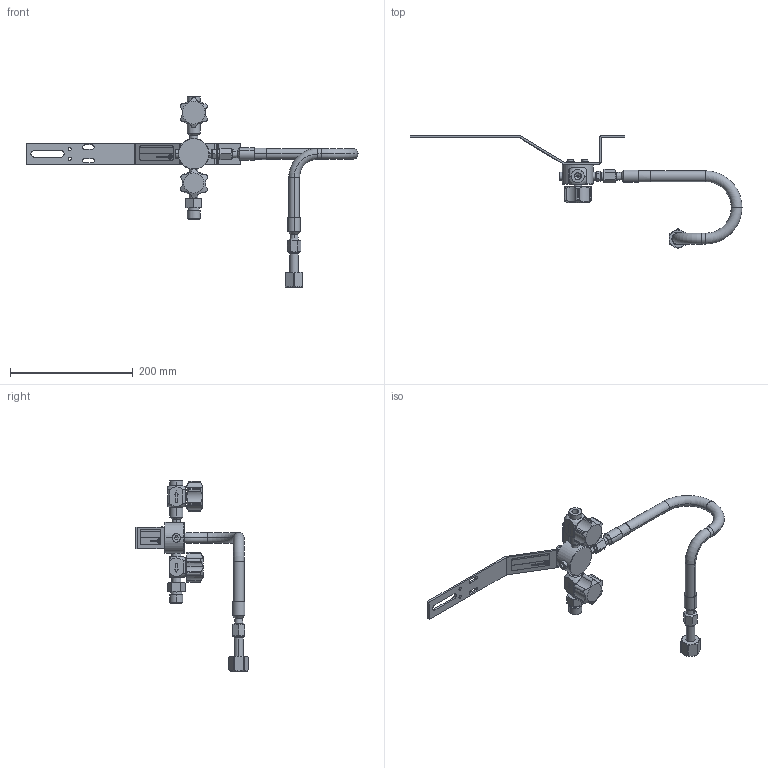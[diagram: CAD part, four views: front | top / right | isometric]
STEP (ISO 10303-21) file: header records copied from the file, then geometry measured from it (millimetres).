
FILE_DESCRIPTION((''),'2;1');
FILE_NAME('M54-18VAL_ASM','2021-04-16T14:39:55',('CRosado'),('MATHESON TRI-GAS'),'CREO PARAMETRIC BY PTC INC, 2018260','CREO PARAMETRIC BY PTC INC, 2018260','');
FILE_SCHEMA(('CONFIG_CONTROL_DESIGN'));
Length unit declared in the file: inch
Products named in the file (19): MBRA-0524-SA; MBLO-0041-SA; MBUS-0060-SA; MHSE-0203-END; MHSE-0203-FLEX001_AF0; MHSE-0203-FLEX_AF0_ASM; MHSE-0203-LABEL; MHSE-0203-SA_ASM; MWAS-0071-SH; MSCR-0348-SH; MLBL-0056-QE; MPLU-0074-SA; MCNN-0761-SA; MVLV-0881-SA; MVLV-0829-SA_2; MVLV-0881-SA_ASM; MBUS-0042-SA; MVLV-0820-SA; M54-18VAL_ASM
Assembly tree (21 placements, depth 4):
  M54-18VAL_ASM
    MBRA-0524-SA
    MBLO-0041-SA
    MBUS-0060-SA
    MHSE-0203-SA_ASM
      MHSE-0203-END  x2
      MHSE-0203-FLEX_AF0_ASM
        MHSE-0203-FLEX001_AF0
      MHSE-0203-LABEL
    MWAS-0071-SH  x2
    MSCR-0348-SH  x2
    MLBL-0056-QE
    MPLU-0074-SA
    MCNN-0761-SA
    MVLV-0881-SA_ASM
      MVLV-0881-SA
      MVLV-0829-SA_2
    MBUS-0042-SA
    MVLV-0820-SA
Bounding box: 540.52 x 184.32 x 309.98 mm (x, y, z)
Volume: 319831.8 mm3; surface area: 151890.9 mm2
Topology: 18 solids, 18 shells, 814 faces, 2061 edges, 1337 vertices
Faces by surface type: plane 399, cylinder 245, cone 134, torus 28, bspline 8
Entity records: 24823 total; most frequent: CARTESIAN_POINT 6002, DIRECTION 3857, ORIENTED_EDGE 3838, EDGE_CURVE 1919, AXIS2_PLACEMENT_3D 1378, VERTEX_POINT 1251, VECTOR 1101, LINE 1101
